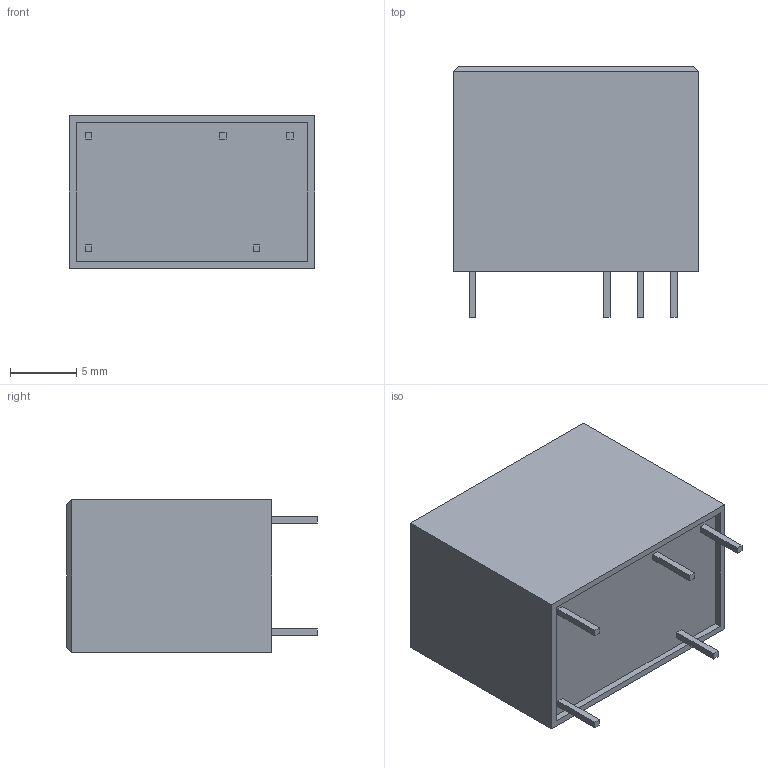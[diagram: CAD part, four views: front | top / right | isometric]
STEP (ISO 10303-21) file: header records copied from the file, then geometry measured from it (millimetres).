
FILE_DESCRIPTION (( 'STEP AP214' ), '1' );
FILE_NAME ('User Library-Sparkfun relay.STEP', '2020-12-28T16:24:28', ( '' ), ( '' ), 'SwSTEP 2.0', 'SolidWorks 2020', '' );
FILE_SCHEMA (( 'AUTOMOTIVE_DESIGN' ));
Length unit declared in the file: inch
Products named in the file (1): User Library-Sparkfun relay
Bounding box: 18.53 x 18.95 x 11.5 mm (x, y, z)
Volume: 3211.6 mm3; surface area: 1411 mm2
Topology: 1 solids, 1 shells, 40 faces, 92 edges, 60 vertices
Faces by surface type: plane 40
Entity records: 1664 total; most frequent: CARTESIAN_POINT 193, ORIENTED_EDGE 184, DIRECTION 174, VECTOR 92, LINE 92, EDGE_CURVE 92, VERTEX_POINT 60, EDGE_LOOP 46
